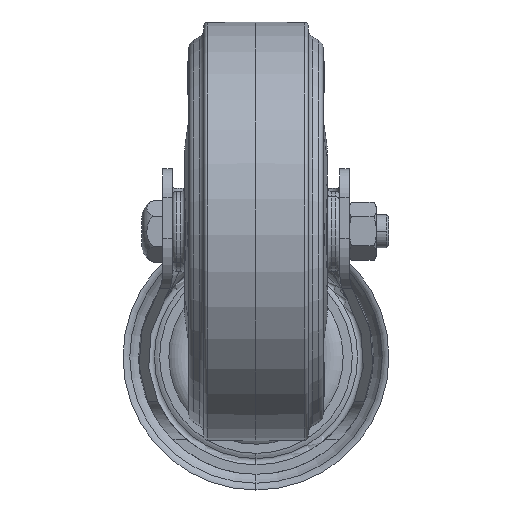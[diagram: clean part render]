
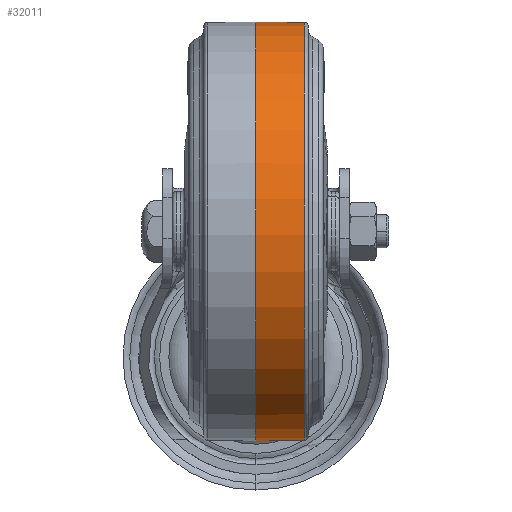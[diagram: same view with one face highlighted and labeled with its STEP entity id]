
A CAD part, front view. The second image highlights one B-rep face of the part: STEP entity #32011.
In plain terms, the highlighted conical face has half-angle 0.5 degrees and reference radius 49.9 mm.
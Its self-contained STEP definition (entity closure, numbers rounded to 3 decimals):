
#8372 = ORIENTED_EDGE ( 'NONE', *, *, #41399, .F. ) ;
#8752 = CARTESIAN_POINT ( 'NONE',  ( 11.509, -39.562, 73.473 ) ) ;
#11639 = ORIENTED_EDGE ( 'NONE', *, *, #18188, .F. ) ;
#14588 = CARTESIAN_POINT ( 'NONE',  ( 0., -39.514, 73.561 ) ) ;
#14751 = DIRECTION ( 'NONE',  ( 0., 0.484, 0.875 ) ) ;
#18188 = EDGE_CURVE ( 'NONE', #89511, #73059, #97681, .T. ) ;
#24879 = EDGE_CURVE ( 'NONE', #85120, #50785, #112486, .T. ) ;
#27184 = ORIENTED_EDGE ( 'NONE', *, *, #73437, .T. ) ;
#27206 = CARTESIAN_POINT ( 'NONE',  ( 11.509, -63.7, 29.8 ) ) ;
#27475 = LINE ( 'NONE', #36711, #82382 ) ;
#29483 = DIRECTION ( 'NONE',  ( 0., -0.484, -0.875 ) ) ;
#31386 = CARTESIAN_POINT ( 'NONE',  ( 11.509, -87.838, -13.873 ) ) ;
#32011 = ADVANCED_FACE ( 'NONE', ( #55508 ), #77586, .T. ) ;
#35240 = DIRECTION ( 'NONE',  ( 0., 0.484, 0.875 ) ) ;
#36711 = CARTESIAN_POINT ( 'NONE',  ( 11.509, -39.562, 73.473 ) ) ;
#41399 = EDGE_CURVE ( 'NONE', #73059, #50785, #27475, .T. ) ;
#43905 = CARTESIAN_POINT ( 'NONE',  ( 11.509, -63.7, 29.8 ) ) ;
#46747 = DIRECTION ( 'NONE',  ( -1., -0.004, -0.008 ) ) ;
#50785 = VERTEX_POINT ( 'NONE', #14588 ) ;
#55508 = FACE_OUTER_BOUND ( 'NONE', #69751, .T. ) ;
#58735 = CARTESIAN_POINT ( 'NONE',  ( 0., -63.7, 29.8 ) ) ;
#62488 = DIRECTION ( 'NONE',  ( -1., 0., 0. ) ) ;
#62576 = AXIS2_PLACEMENT_3D ( 'NONE', #58735, #110862, #14751 ) ;
#65279 = CARTESIAN_POINT ( 'NONE',  ( 11.509, -87.838, -13.873 ) ) ;
#69751 = EDGE_LOOP ( 'NONE', ( #8372, #11639, #27184, #105092 ) ) ;
#71461 = DIRECTION ( 'NONE',  ( -1., 0.004, 0.008 ) ) ;
#73059 = VERTEX_POINT ( 'NONE', #8752 ) ;
#73437 = EDGE_CURVE ( 'NONE', #89511, #85120, #110436, .T. ) ;
#77586 = CONICAL_SURFACE ( 'NONE', #86825, 49.9, 0.009 ) ;
#80639 = CARTESIAN_POINT ( 'NONE',  ( 0., -87.886, -13.961 ) ) ;
#82382 = VECTOR ( 'NONE', #71461, 1000. ) ;
#85120 = VERTEX_POINT ( 'NONE', #80639 ) ;
#86825 = AXIS2_PLACEMENT_3D ( 'NONE', #27206, #62488, #29483 ) ;
#87373 = VECTOR ( 'NONE', #46747, 1000. ) ;
#89511 = VERTEX_POINT ( 'NONE', #31386 ) ;
#97681 = CIRCLE ( 'NONE', #106953, 49.9 ) ;
#105092 = ORIENTED_EDGE ( 'NONE', *, *, #24879, .T. ) ;
#106953 = AXIS2_PLACEMENT_3D ( 'NONE', #43905, #114521, #35240 ) ;
#110436 = LINE ( 'NONE', #65279, #87373 ) ;
#110862 = DIRECTION ( 'NONE',  ( 1., 0., 0. ) ) ;
#112486 = CIRCLE ( 'NONE', #62576, 50. ) ;
#114521 = DIRECTION ( 'NONE',  ( 1., 0., 0. ) ) ;
